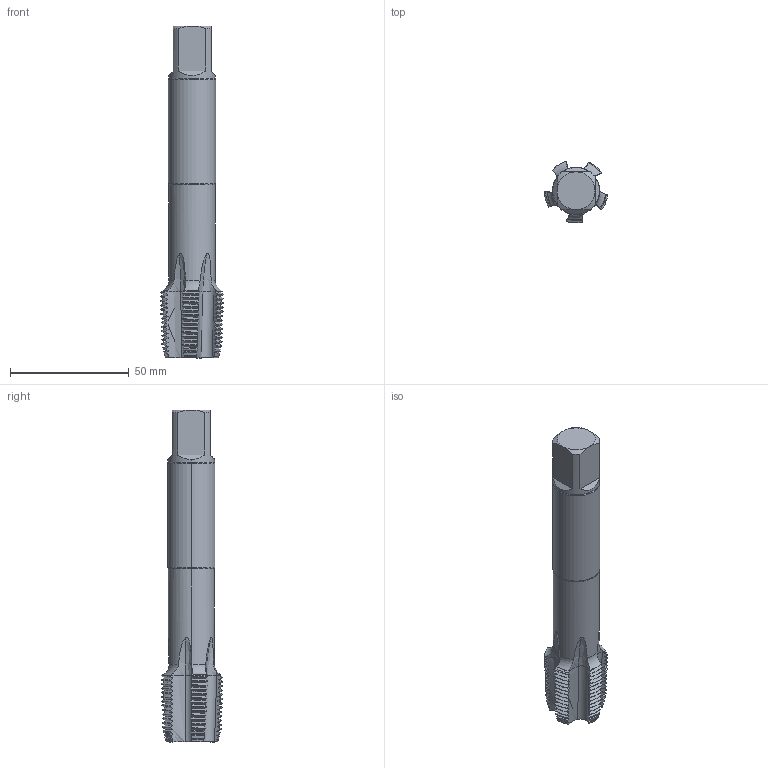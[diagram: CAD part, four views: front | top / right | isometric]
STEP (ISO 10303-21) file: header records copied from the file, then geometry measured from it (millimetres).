
FILE_DESCRIPTION(/* description */ (''),/* implementation_level */ '2;1');
FILE_NAME(/* name */ 'T30-SU46C05-3_4-14-R_Detailed.stp',/* time_stamp */ '2024-09-11T09:45:15+02:00',/* author */ (''),/* organization */ (''),/* preprocessor_version */ 'ST-DEVELOPER v18.102',/* originating_system */ 'SIEMENS PLM Software NX2206.8101',/* authorisation */ '');
FILE_SCHEMA (('AUTOMOTIVE_DESIGN { 1 0 10303 214 3 1 1 1 }'));
Length unit declared in the file: millimetre
Products named in the file (1): T30-SU46C05-3_4-14-R_Detailed_objects
Bounding box: 26.73 x 26.13 x 140 mm (x, y, z)
Volume: 41593.3 mm3; surface area: 11618.2 mm2
Topology: 2 solids, 2 shells, 457 faces, 1351 edges, 902 vertices
Faces by surface type: bspline 353, plane 61, cone 27, torus 10, cylinder 6
Entity records: 31874 total; most frequent: CARTESIAN_POINT 23863, ORIENTED_EDGE 2700, EDGE_CURVE 1350, VERTEX_POINT 897, B_SPLINE_CURVE_WITH_KNOTS 564, DIRECTION 465, ADVANCED_FACE 457, FACE_OUTER_BOUND 457
